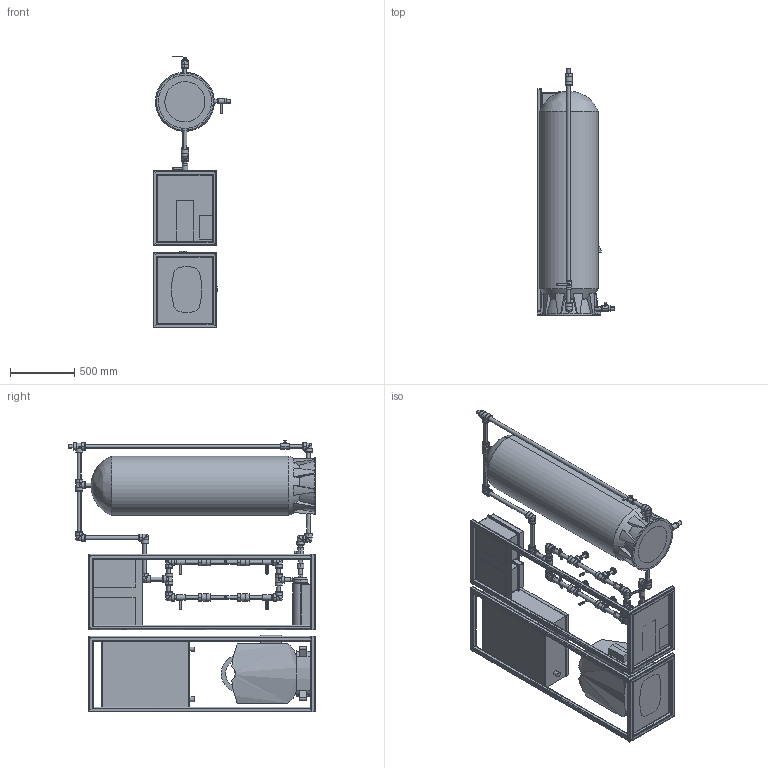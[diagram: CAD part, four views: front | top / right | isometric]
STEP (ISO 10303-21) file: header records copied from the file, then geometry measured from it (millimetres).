
FILE_DESCRIPTION(('FreeCAD Model'),'2;1');
FILE_NAME('Open CASCADE Shape Model','2025-04-29T19:29:19',('FreeCAD'),( 'FreeCAD'),'Open CASCADE STEP processor 7.6','FreeCAD','Unknown');
FILE_SCHEMA(('AUTOMOTIVE_DESIGN { 1 0 10303 214 1 1 1 1 }'));
Products named in the file (1): Open CASCADE STEP translator 7.6 1
Bounding box: 606.9 x 1921.15 x 2117.1 mm (x, y, z)
Volume: 138080647.6 mm3; surface area: 18628815.5 mm2
Topology: 131 solids, 132 shells, 2538 faces, 6105 edges, 3858 vertices
Faces by surface type: bspline 2538
Entity records: 84732 total; most frequent: CARTESIAN_POINT 50027, ORIENTED_EDGE 12040, EDGE_CURVE 6020, VERTEX_POINT 3858, B_SPLINE_CURVE_WITH_KNOTS 3251, FACE_BOUND 2860, EDGE_LOOP 2860, ADVANCED_FACE 2538
